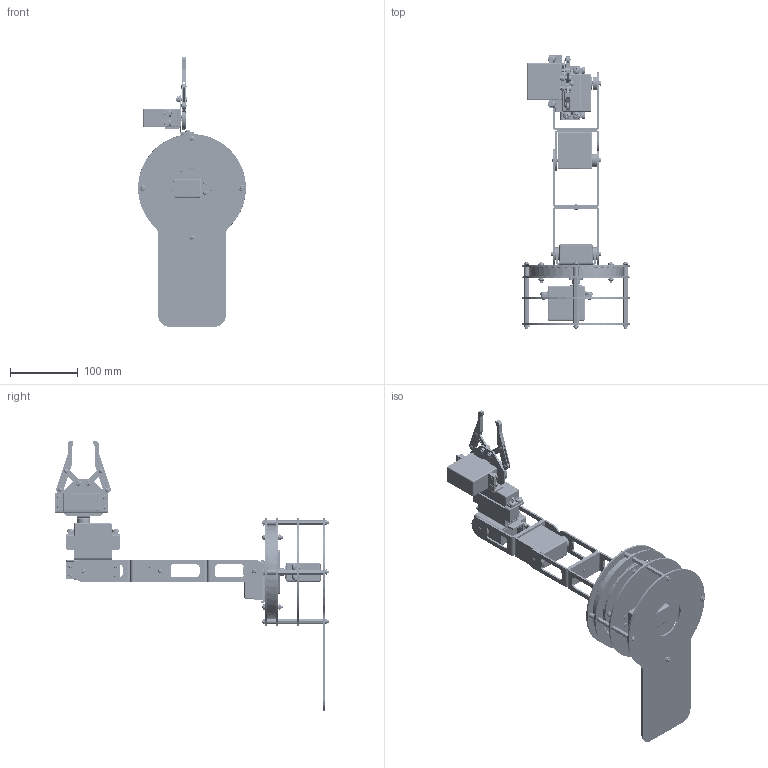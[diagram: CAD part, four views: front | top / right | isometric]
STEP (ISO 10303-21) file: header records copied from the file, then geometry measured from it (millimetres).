
FILE_DESCRIPTION(('FreeCAD Model'),'2;1');
FILE_NAME('Open CASCADE Shape Model','2025-04-17T16:13:25',('FreeCAD'),( 'FreeCAD'),'Open CASCADE STEP processor 7.6','FreeCAD','Unknown');
FILE_SCHEMA(('AUTOMOTIVE_DESIGN { 1 0 10303 214 1 1 1 1 }'));
Products named in the file (1): Open CASCADE STEP translator 7.6 1
Bounding box: 158.62 x 403.32 x 396.82 mm (x, y, z)
Volume: 622344.5 mm3; surface area: 553521.8 mm2
Topology: 235 solids, 235 shells, 9187 faces, 25132 edges, 16464 vertices
Faces by surface type: bspline 9187
Entity records: 285507 total; most frequent: CARTESIAN_POINT 152411, ORIENTED_EDGE 50026, EDGE_CURVE 25013, VERTEX_POINT 16436, B_SPLINE_CURVE_WITH_KNOTS 10365, FACE_BOUND 9633, EDGE_LOOP 9605, ADVANCED_FACE 9187
